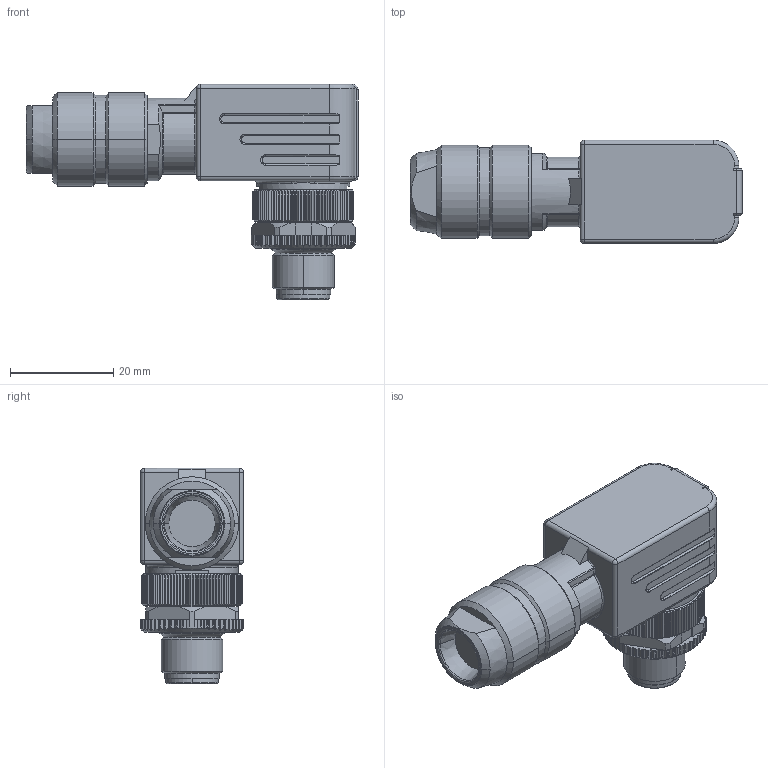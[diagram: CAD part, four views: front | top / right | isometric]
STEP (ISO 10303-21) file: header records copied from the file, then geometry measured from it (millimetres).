
FILE_DESCRIPTION((''),'2;1');
FILE_NAME('DM_CAD-2563','2017-04-12T',('creinig-se'),(''),'PRO/ENGINEER BY PARAMETRIC TECHNOLOGY CORPORATION, 2015440','PRO/ENGINEER BY PARAMETRIC TECHNOLOGY CORPORATION, 2015440','');
FILE_SCHEMA(('CONFIG_CONTROL_DESIGN'));
Length unit declared in the file: millimetre
Products named in the file (1): DM_CAD-2563
Bounding box: 64.4 x 20.16 x 41.8 mm (x, y, z)
Volume: 22454.6 mm3; surface area: 6950.5 mm2
Topology: 1 solids, 1 shells, 970 faces, 2466 edges, 1499 vertices
Faces by surface type: plane 407, cylinder 285, cone 228, torus 34, sphere 14, bspline 2
Entity records: 39026 total; most frequent: CARTESIAN_POINT 8378, ORIENTED_EDGE 4902, DIRECTION 4531, PRESENTATION_STYLE_ASSIGNMENT 2512, STYLED_ITEM 2454, CURVE_STYLE 2453, EDGE_CURVE 2451, AXIS2_PLACEMENT_3D 1796
